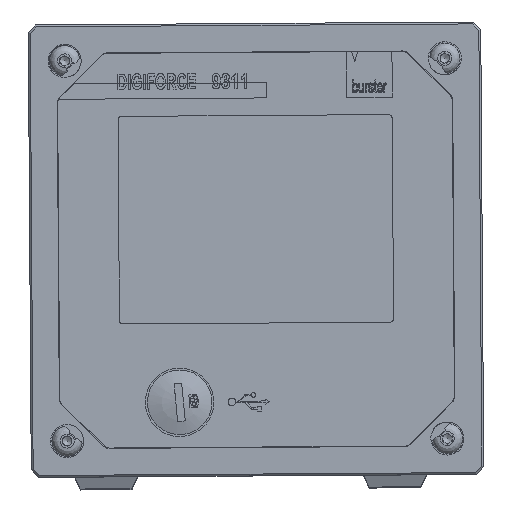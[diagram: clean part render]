
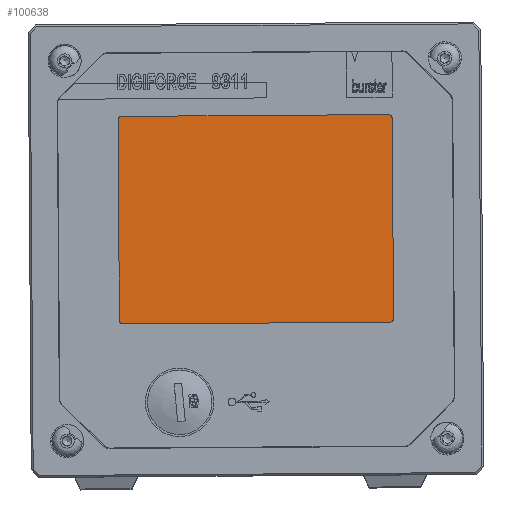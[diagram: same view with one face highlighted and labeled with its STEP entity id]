
A CAD part, top view. The second image highlights one B-rep face of the part: STEP entity #100638.
In plain terms, the highlighted planar face has unit normal (0, 0, 1).
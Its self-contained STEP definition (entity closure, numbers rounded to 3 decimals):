
#4756=CIRCLE('',#105572,1.);
#4758=CIRCLE('',#105576,1.);
#4760=CIRCLE('',#105580,1.);
#4762=CIRCLE('',#105584,1.);
#9856=FACE_OUTER_BOUND('',#15650,.T.);
#15650=EDGE_LOOP('',(#81661,#81662,#81663,#81664,#81665,#81666,#81667,#81668));
#25162=LINE('',#171087,#35332);
#25165=LINE('',#171098,#35335);
#25171=LINE('',#171114,#35341);
#25173=LINE('',#171122,#35343);
#35332=VECTOR('',#122714,70.1);
#35335=VECTOR('',#122725,52.6);
#35341=VECTOR('',#122739,52.6);
#35343=VECTOR('',#122749,70.1);
#44677=VERTEX_POINT('',#171081);
#44679=VERTEX_POINT('',#171085);
#44680=VERTEX_POINT('',#171089);
#44682=VERTEX_POINT('',#171095);
#44684=VERTEX_POINT('',#171101);
#44687=VERTEX_POINT('',#171108);
#44689=VERTEX_POINT('',#171112);
#44690=VERTEX_POINT('',#171119);
#56887=EDGE_CURVE('',#44677,#44679,#25162,.T.);
#56888=EDGE_CURVE('',#44680,#44679,#4756,.T.);
#56892=EDGE_CURVE('',#44680,#44682,#25165,.T.);
#56894=EDGE_CURVE('',#44684,#44682,#4758,.T.);
#56900=EDGE_CURVE('',#44687,#44689,#25171,.T.);
#56901=EDGE_CURVE('',#44677,#44689,#4760,.T.);
#56904=EDGE_CURVE('',#44684,#44690,#25173,.T.);
#56906=EDGE_CURVE('',#44687,#44690,#4762,.T.);
#81661=ORIENTED_EDGE('',*,*,#56901,.F.);
#81662=ORIENTED_EDGE('',*,*,#56887,.T.);
#81663=ORIENTED_EDGE('',*,*,#56888,.F.);
#81664=ORIENTED_EDGE('',*,*,#56892,.T.);
#81665=ORIENTED_EDGE('',*,*,#56894,.F.);
#81666=ORIENTED_EDGE('',*,*,#56904,.T.);
#81667=ORIENTED_EDGE('',*,*,#56906,.F.);
#81668=ORIENTED_EDGE('',*,*,#56900,.T.);
#90622=PLANE('',#105794);
#100638=ADVANCED_FACE('',(#9856),#90622,.T.);
#105572=AXIS2_PLACEMENT_3D('',#171090,#122717,#122718);
#105576=AXIS2_PLACEMENT_3D('',#171102,#122729,#122730);
#105580=AXIS2_PLACEMENT_3D('',#171116,#122742,#122743);
#105584=AXIS2_PLACEMENT_3D('',#171125,#122753,#122754);
#105794=AXIS2_PLACEMENT_3D('',#174703,#123782,#123783);
#122714=DIRECTION('',(-1.,-0.007,0.));
#122717=DIRECTION('center_axis',(0.,0.,
-1.));
#122718=DIRECTION('ref_axis',(-0.712,0.702,0.));
#122725=DIRECTION('',(0.007,-1.,0.));
#122729=DIRECTION('center_axis',(0.,0.,
-1.));
#122730=DIRECTION('ref_axis',(-0.702,-0.712,0.));
#122739=DIRECTION('',(-0.007,1.,0.));
#122742=DIRECTION('center_axis',(0.,0.,
-1.));
#122743=DIRECTION('ref_axis',(0.702,0.712,0.));
#122749=DIRECTION('',(1.,0.007,0.));
#122753=DIRECTION('center_axis',(0.,0.,
-1.));
#122754=DIRECTION('ref_axis',(0.712,-0.702,0.));
#123782=DIRECTION('center_axis',(0.,0.,
1.));
#123783=DIRECTION('ref_axis',(1.,0.007,0.));
#171081=CARTESIAN_POINT('',(24.665,43.159,75.16));
#171085=CARTESIAN_POINT('',(-45.434,42.686,75.16));
#171087=CARTESIAN_POINT('',(-28.409,42.801,75.16));
#171089=CARTESIAN_POINT('',(-46.427,41.68,75.16));
#171090=CARTESIAN_POINT('Origin',(-45.427,41.686,75.16));
#171095=CARTESIAN_POINT('',(-46.073,-10.919,75.16));
#171098=CARTESIAN_POINT('',(-46.131,-2.269,75.16));
#171101=CARTESIAN_POINT('',(-45.066,-11.912,75.16));
#171102=CARTESIAN_POINT('Origin',(-45.073,-10.912,75.16));
#171108=CARTESIAN_POINT('',(26.026,-10.433,75.16));
#171112=CARTESIAN_POINT('',(25.671,42.166,75.16));
#171114=CARTESIAN_POINT('',(25.783,25.516,75.16));
#171116=CARTESIAN_POINT('Origin',(24.671,42.159,75.16));
#171119=CARTESIAN_POINT('',(25.032,-11.44,75.16));
#171122=CARTESIAN_POINT('',(8.008,-11.555,75.16));
#171125=CARTESIAN_POINT('Origin',(25.026,-10.44,75.16));
#174703=CARTESIAN_POINT('Origin',(-10.185,13.223,75.16));
